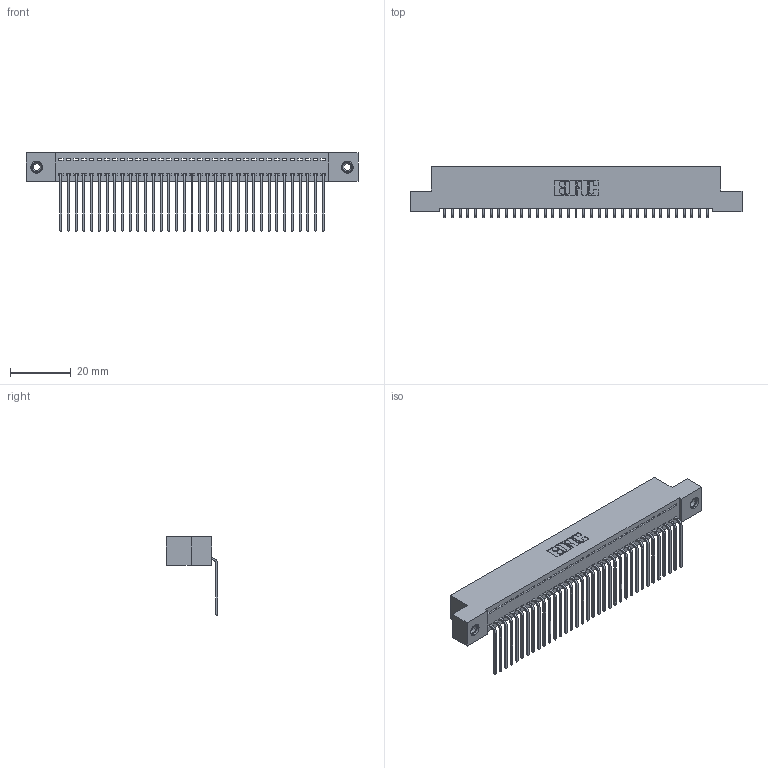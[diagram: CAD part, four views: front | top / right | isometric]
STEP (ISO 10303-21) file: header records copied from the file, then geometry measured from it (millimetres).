
FILE_DESCRIPTION (( 'STEP AP203' ), '1' );
FILE_NAME ('342-035-559-108.STEP', '2018-08-11T19:43:34', ( '' ), ( '' ), 'SwSTEP 2.0', 'SolidWorks 2016', '' );
FILE_SCHEMA (( 'CONFIG_CONTROL_DESIGN' ));
Length unit declared in the file: inch
Products named in the file (4): 342 Part_TI; 345-292-001_558 559 Tail - 1; 345-250-001_345-250-003-102; 342-035-559-108
Assembly tree (38 placements, depth 2):
  342-035-559-108
    342 Part_TI
    345-292-001_558 559 Tail - 1  x35
    345-250-001_345-250-003-102  x2
Bounding box: 109.22 x 16.83 x 25.78 mm (x, y, z)
Volume: 9661.6 mm3; surface area: 14736.9 mm2
Topology: 38 solids, 38 shells, 2270 faces, 6805 edges, 4482 vertices
Faces by surface type: plane 1638, cylinder 616, cone 12, torus 4
Entity records: 23440 total; most frequent: CARTESIAN_POINT 4026, ORIENTED_EDGE 3990, DIRECTION 3443, EDGE_CURVE 1995, LINE 1847, VECTOR 1847, VERTEX_POINT 1324, AXIS2_PLACEMENT_3D 798
